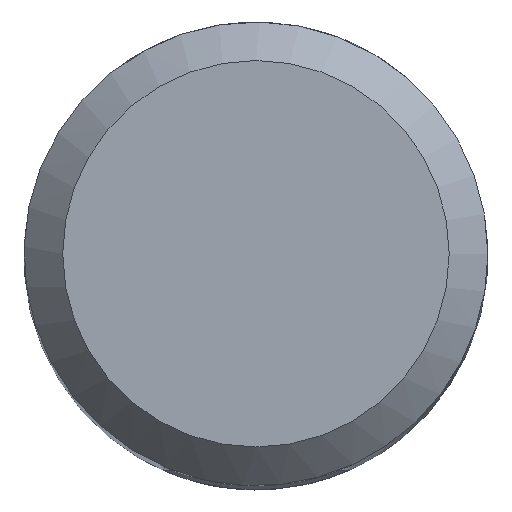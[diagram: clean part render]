
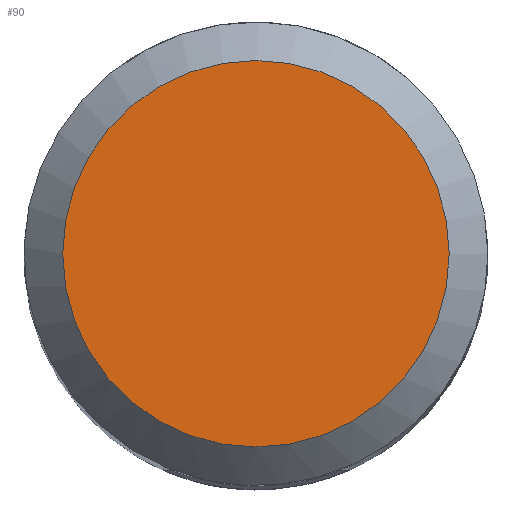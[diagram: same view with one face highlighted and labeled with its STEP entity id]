
A CAD part, top view. The second image highlights one B-rep face of the part: STEP entity #90.
In plain terms, the highlighted planar face has unit normal (0, 0, 1).
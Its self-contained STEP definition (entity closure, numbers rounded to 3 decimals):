
#52=PLANE('',#642);
#90=ADVANCED_FACE('',(#128),#52,.T.);
#128=FACE_OUTER_BOUND('',#165,.T.);
#165=EDGE_LOOP('',(#322));
#198=CIRCLE('',#639,5.);
#322=ORIENTED_EDGE('',*,*,#505,.T.);
#440=VERTEX_POINT('',#996);
#505=EDGE_CURVE('',#440,#440,#198,.T.);
#639=AXIS2_PLACEMENT_3D('',#995,#714,#715);
#642=AXIS2_PLACEMENT_3D('',#1096,#724,#725);
#714=DIRECTION('',(0.,0.,1.));
#715=DIRECTION('',(1.,0.,0.));
#724=DIRECTION('',(0.,0.,1.));
#725=DIRECTION('',(-1.,0.,0.));
#995=CARTESIAN_POINT('',(0.,0.,0.));
#996=CARTESIAN_POINT('',(5.,0.,0.));
#1096=CARTESIAN_POINT('',(0.,6.,0.));
